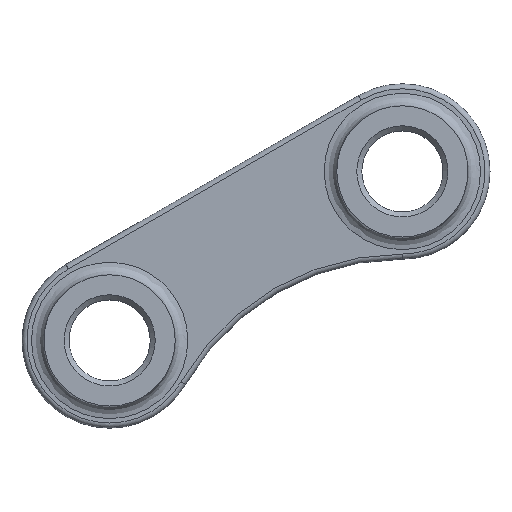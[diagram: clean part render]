
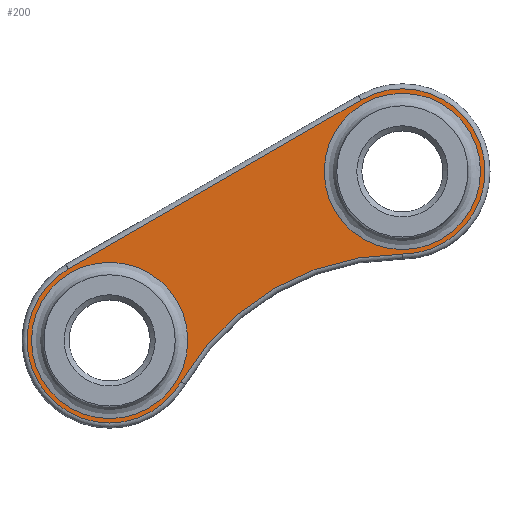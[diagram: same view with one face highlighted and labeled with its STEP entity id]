
A CAD part, top view. The second image highlights one B-rep face of the part: STEP entity #200.
In plain terms, the highlighted planar face has unit normal (0, 0, 1).
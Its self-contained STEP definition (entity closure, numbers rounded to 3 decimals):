
#132=CARTESIAN_POINT('',(3.121,13.5,3.));
#133=VERTEX_POINT('',#132);
#134=CARTESIAN_POINT('',(0.0,13.5,3.));
#135=DIRECTION('',(0.0,0.0,1.0));
#136=DIRECTION('',(-1.0,0.0,0.0));
#137=AXIS2_PLACEMENT_3D('',#134,#135,#136);
#138=CIRCLE('',#137,3.121);
#139=EDGE_CURVE('',#133,#133,#138,.T.);
#144=CARTESIAN_POINT('',(-6.171,10.689,3.));
#145=DIRECTION('',(0.0,0.0,1.0));
#146=DIRECTION('',(1.0,0.0,0.0));
#147=AXIS2_PLACEMENT_3D('',#144,#145,#146);
#148=PLANE('',#147);
#149=CARTESIAN_POINT('',(-1.65,16.358,3.));
#150=VERTEX_POINT('',#149);
#151=CARTESIAN_POINT('',(0.,10.2,3.));
#152=VERTEX_POINT('',#151);
#153=CARTESIAN_POINT('',(0.0,13.5,3.));
#154=DIRECTION('',(0.0,0.0,-1.0));
#155=DIRECTION('',(0.966,0.259,0.0));
#156=AXIS2_PLACEMENT_3D('',#153,#154,#155);
#157=CIRCLE('',#156,3.3);
#158=EDGE_CURVE('',#150,#152,#157,.T.);
#159=ORIENTED_EDGE('',*,*,#158,.F.);
#160=CARTESIAN_POINT('',(-13.341,9.608,3.));
#161=VERTEX_POINT('',#160);
#162=CARTESIAN_POINT('',(-13.341,9.608,3.));
#163=DIRECTION('',(0.866,0.5,0.0));
#164=VECTOR('',#163,13.5);
#165=LINE('',#162,#164);
#166=EDGE_CURVE('',#161,#150,#165,.T.);
#167=ORIENTED_EDGE('',*,*,#166,.F.);
#168=CARTESIAN_POINT('',(-8.833,5.1,3.));
#169=VERTEX_POINT('',#168);
#170=CARTESIAN_POINT('',(-11.691,6.75,3.));
#171=DIRECTION('',(0.0,0.0,-1.));
#172=DIRECTION('',(-0.707,-0.707,0.0));
#173=AXIS2_PLACEMENT_3D('',#170,#171,#172);
#174=CIRCLE('',#173,3.3);
#175=EDGE_CURVE('',#169,#161,#174,.T.);
#176=ORIENTED_EDGE('',*,*,#175,.F.);
#177=CARTESIAN_POINT('',(0.0,0.0,3.));
#178=DIRECTION('',(0.0,0.0,1.));
#179=DIRECTION('',(-0.5,0.866,0.0));
#180=AXIS2_PLACEMENT_3D('',#177,#178,#179);
#181=CIRCLE('',#180,10.2);
#182=EDGE_CURVE('',#152,#169,#181,.T.);
#183=ORIENTED_EDGE('',*,*,#182,.F.);
#184=EDGE_LOOP('',(#159,#167,#176,#183));
#185=FACE_OUTER_BOUND('',#184,.T.);
#186=CARTESIAN_POINT('',(-8.57,6.75,3.));
#187=VERTEX_POINT('',#186);
#188=CARTESIAN_POINT('',(-11.691,6.75,3.));
#189=DIRECTION('',(0.0,0.0,1.0));
#190=DIRECTION('',(-1.0,0.0,0.0));
#191=AXIS2_PLACEMENT_3D('',#188,#189,#190);
#192=CIRCLE('',#191,3.121);
#193=EDGE_CURVE('',#187,#187,#192,.T.);
#194=ORIENTED_EDGE('',*,*,#193,.F.);
#195=EDGE_LOOP('',(#194));
#196=FACE_BOUND('',#195,.T.);
#197=ORIENTED_EDGE('',*,*,#139,.F.);
#198=EDGE_LOOP('',(#197));
#199=FACE_BOUND('',#198,.T.);
#200=ADVANCED_FACE('',(#185,#196,#199),#148,.T.);
